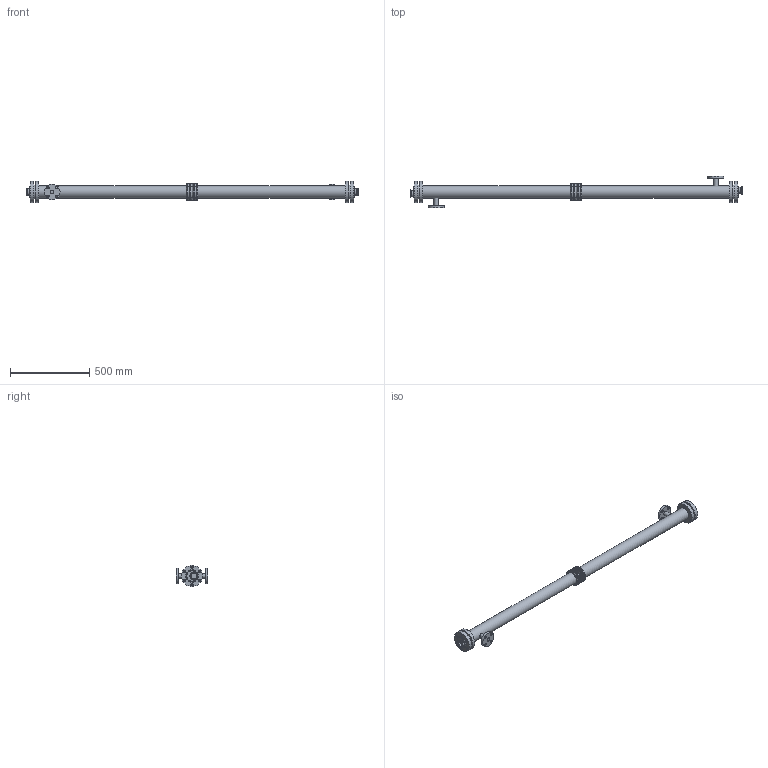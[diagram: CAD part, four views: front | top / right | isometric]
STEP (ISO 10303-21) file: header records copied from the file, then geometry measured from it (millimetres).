
FILE_DESCRIPTION(/* description */ (''),/* implementation_level */ '2;1');
FILE_NAME(/* name */ 'HEX06-30-20A-15.stp',/* time_stamp */ '2024-04-19T10:39:50+09:00',/* author */ ('autocad33'),/* organization */ (''),/* preprocessor_version */ 'ST-DEVELOPER v19.2',/* originating_system */ 'Autodesk Inventor 2023',/* authorisation */ '');
FILE_SCHEMA (('AUTOMOTIVE_DESIGN { 1 0 10303 214 3 1 1 }'));
Length unit declared in the file: millimetre
Products named in the file (1): HE150A-65A元-01-02
Bounding box: 2096 x 200 x 134 mm (x, y, z)
Volume: 10507167 mm3; surface area: 713176.9 mm2
Topology: 1 solids, 1 shells, 117 faces, 249 edges, 165 vertices
Faces by surface type: cylinder 57, plane 32, torus 22, cone 6
Full cylindrical faces by diameter (mm): 14 x24, 15 x8, 23 x2, 27.2 x2, 35.7 x2, 38.1 x3, 50.5 x2, 76.3 x2, 94 x2, 100 x2, 103 x2, 134 x4
Entity records: 3579 total; most frequent: CARTESIAN_POINT 701, DIRECTION 654, ORIENTED_EDGE 498, AXIS2_PLACEMENT_3D 296, EDGE_CURVE 249, EDGE_LOOP 212, CIRCLE 178, VERTEX_POINT 165
